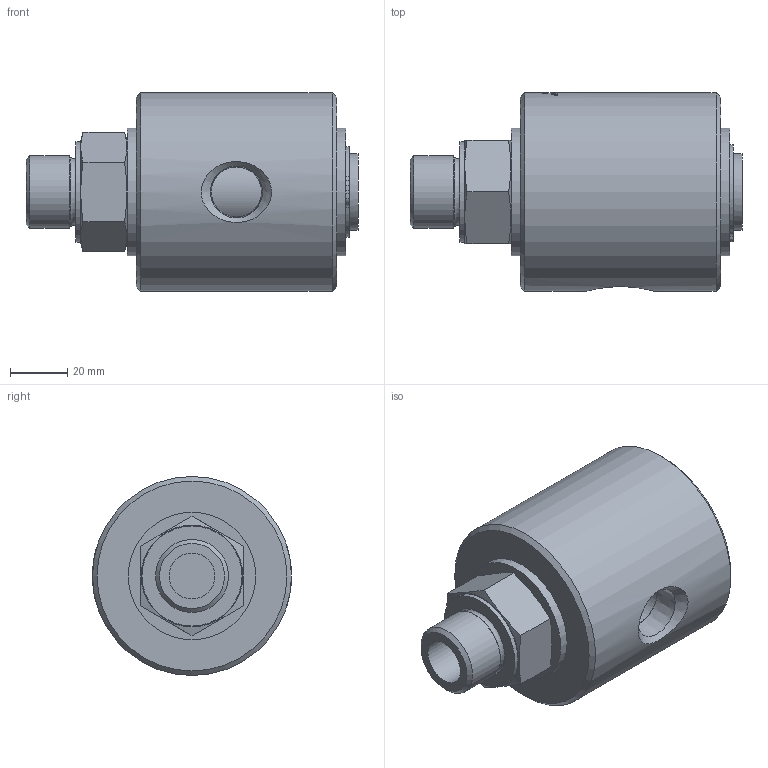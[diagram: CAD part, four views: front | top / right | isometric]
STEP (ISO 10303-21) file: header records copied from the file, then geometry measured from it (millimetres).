
FILE_DESCRIPTION(/* description */ (''),/* implementation_level */ '2;1');
FILE_NAME(/* name */ '21-001-109-IC.stp',/* time_stamp */ '2018-09-19T11:35:49-05:00',/* author */ ('nreyna'),/* organization */ (''),/* preprocessor_version */ 'ST-DEVELOPER v17',/* originating_system */ 'Autodesk Inventor 2018',/* authorisation */ '');
FILE_SCHEMA (('AUTOMOTIVE_DESIGN { 1 0 10303 214 3 1 1 }'));
Products named in the file (1): 21-001-109-IC
Bounding box: 115.7 x 69.35 x 69.35 mm (x, y, z)
Volume: 281729.5 mm3; surface area: 33748.3 mm2
Topology: 1 solids, 1 shells, 314 faces, 822 edges, 550 vertices
Faces by surface type: bspline 152, plane 98, cylinder 53, cone 10, torus 1
Full cylindrical faces by diameter (mm): 2 x2, 16 x1, 17.475 x1, 25.357 x1, 25.4 x2, 26.75 x2, 27 x1, 34.9 x1, 44.45 x2, 69.35 x1
Entity records: 43720 total; most frequent: CARTESIAN_POINT 36886, ORIENTED_EDGE 1644, DIRECTION 905, EDGE_CURVE 822, VERTEX_POINT 550, B_SPLINE_CURVE_WITH_KNOTS 372, EDGE_LOOP 356, FACE_OUTER_BOUND 314
